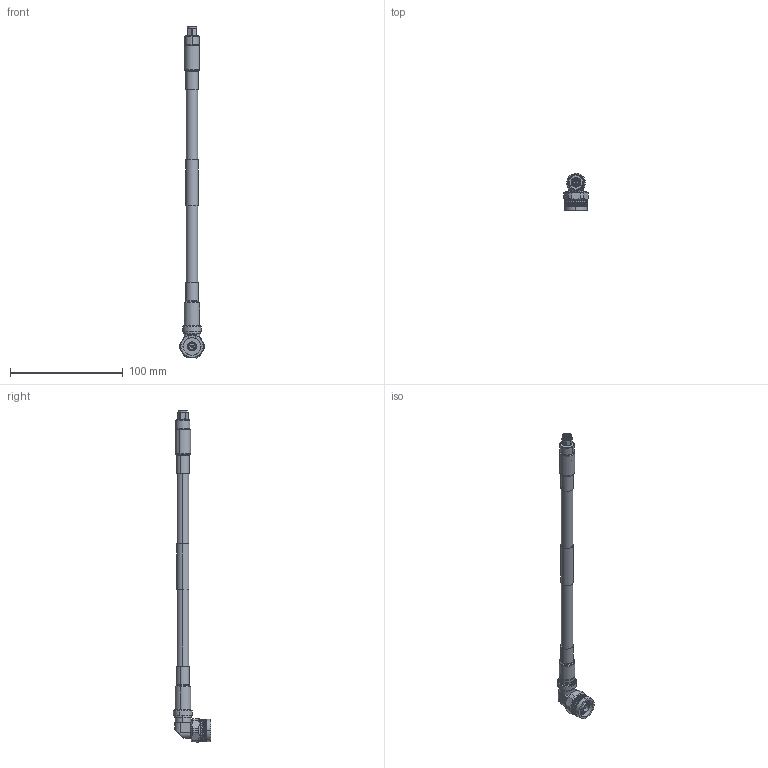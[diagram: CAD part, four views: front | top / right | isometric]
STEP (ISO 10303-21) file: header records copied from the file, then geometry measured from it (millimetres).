
FILE_DESCRIPTION (( 'STEP AP214' ), '1' );
FILE_NAME ('FMC00116_3D.step', '2024-01-19T19:45:44', ( '' ), ( '' ), 'SwSTEP 2.0', 'SolidWorks 2022', '' );
FILE_SCHEMA (( 'AUTOMOTIVE_DESIGN' ));
Length unit declared in the file: inch
Products named in the file (10): Copy of TC-400-SM-X_body^Copy of TC-400-SM-X_FMC00116; FMC00116_3D; Copy of Cable_LMR-400-DB_240177^FMC00116_WITH LABEL; Copy of TC-400-SM-X^FMC00116; Copy of TC-400-SM-X_insulator^Copy of TC-400-SM-X_FMC00116; Copy of TC-400-SM-X_ferrule^Copy of TC-400-SM-X_FMC00116; Copy of TC-400-SM-X_c-contact^Copy of TC-400-SM-X_FMC00116; Copy of EZ-400-NMH-RA-X_MOD^FMC00116; Copy of Heatshrink_LMR-400-1_240177^FMC00116; Copy (2) of Heatshrink_LMR-400-2_240177^FMC00116
Assembly tree (9 placements, depth 3):
  FMC00116_3D
    Copy of Cable_LMR-400-DB_240177^FMC00116_WITH LABEL
    Copy of Heatshrink_LMR-400-1_240177^FMC00116
    Copy of TC-400-SM-X^FMC00116
      Copy of TC-400-SM-X_body^Copy of TC-400-SM-X_FMC00116
      Copy of TC-400-SM-X_c-contact^Copy of TC-400-SM-X_FMC00116
      Copy of TC-400-SM-X_insulator^Copy of TC-400-SM-X_FMC00116
      Copy of TC-400-SM-X_ferrule^Copy of TC-400-SM-X_FMC00116
    Copy of EZ-400-NMH-RA-X_MOD^FMC00116
    Copy (2) of Heatshrink_LMR-400-2_240177^FMC00116
Bounding box: 22 x 32.97 x 294.79 mm (x, y, z)
Volume: 41094.5 mm3; surface area: 20102.7 mm2
Topology: 8 solids, 10 shells, 1149 faces, 3011 edges, 1915 vertices
Faces by surface type: bspline 480, cylinder 381, cone 185, plane 78, torus 23, sphere 2
Entity records: 57780 total; most frequent: CARTESIAN_POINT 35540, ORIENTED_EDGE 6012, EDGE_CURVE 3006, DIRECTION 2945, VERTEX_POINT 1915, AXIS2_PLACEMENT_3D 1310, EDGE_LOOP 1191, ADVANCED_FACE 1149
